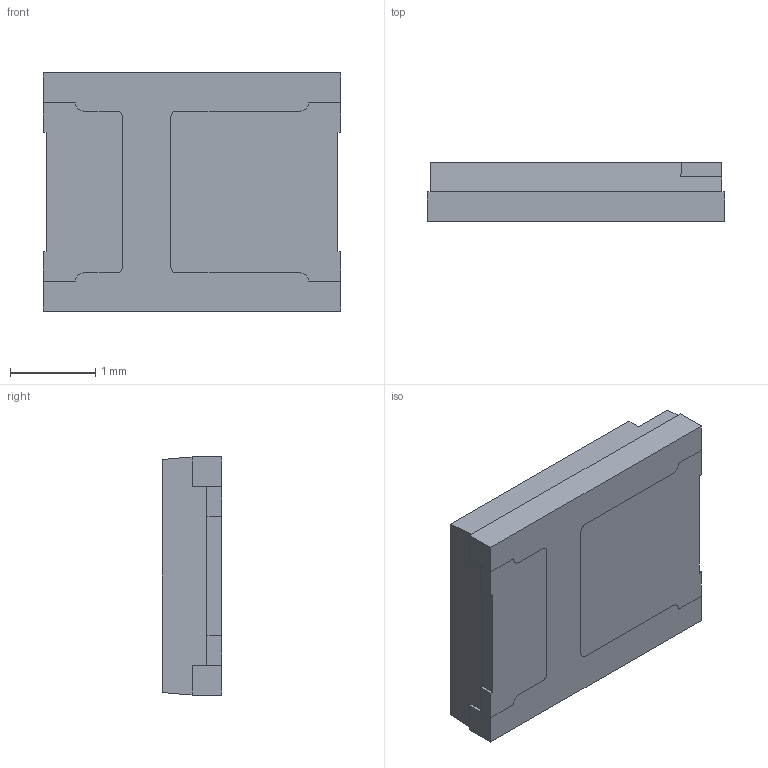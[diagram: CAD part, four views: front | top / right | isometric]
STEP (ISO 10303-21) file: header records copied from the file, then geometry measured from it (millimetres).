
FILE_DESCRIPTION (( 'STEP AP214' ), '1' );
FILE_NAME ('User Library-PLCC2LED.STEP', '2019-03-20T08:52:34', ( '' ), ( '' ), 'SwSTEP 2.0', 'SolidWorks 2019', '' );
FILE_SCHEMA (( 'AUTOMOTIVE_DESIGN' ));
Length unit declared in the file: millimetre
Products named in the file (1): User Library-PLCC2LED
Bounding box: 3.5 x 0.7 x 2.8 mm (x, y, z)
Volume: 6.7 mm3; surface area: 61.2 mm2
Topology: 4 solids, 4 shells, 89 faces, 236 edges, 156 vertices
Faces by surface type: plane 73, cylinder 16
Entity records: 2791 total; most frequent: CARTESIAN_POINT 482, ORIENTED_EDGE 472, DIRECTION 448, EDGE_CURVE 236, LINE 204, VECTOR 204, VERTEX_POINT 156, AXIS2_PLACEMENT_3D 122
